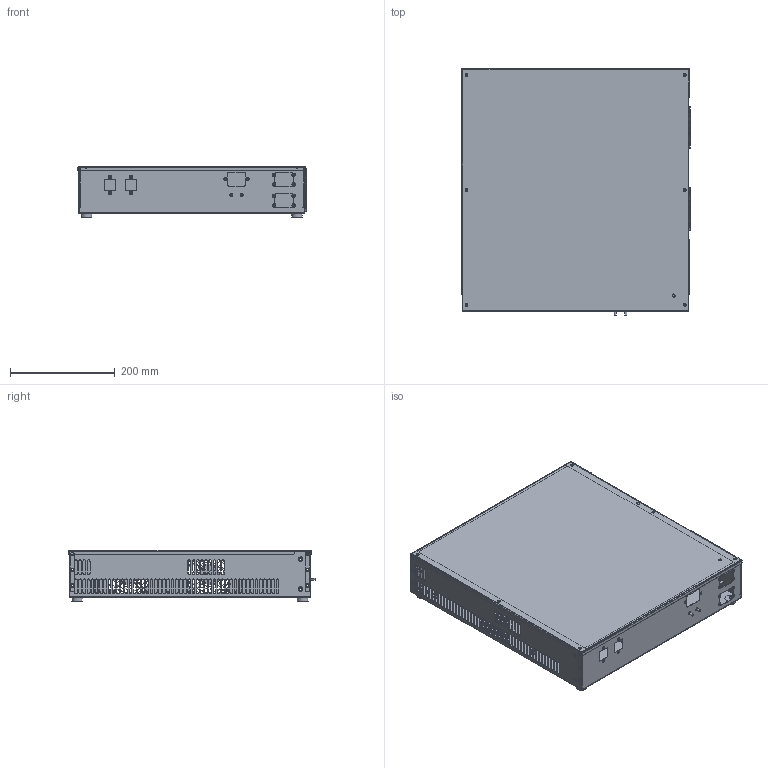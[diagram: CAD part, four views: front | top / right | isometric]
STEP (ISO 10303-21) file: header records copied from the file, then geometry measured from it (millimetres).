
FILE_DESCRIPTION(/* description */ ('Kasten Antriebsbox'),/* implementation_level */ '2;1');
FILE_NAME(/* name */ 'Zusatzachsbox.stp',/* time_stamp */ '2014-02-26T18:13:31+01:00',/* author */ ('gal'),/* organization */ (''),/* preprocessor_version */ 'ST-DEVELOPER v15.2',/* originating_system */ 'Autodesk Inventor 2014',/* authorisation */ '');
FILE_SCHEMA (('AUTOMOTIVE_DESIGN { 1 0 10303 214 3 1 1 }'));
Length unit declared in the file: millimetre
Products named in the file (25): Kasten Antriebsbox; Halteblech Lüfterblech Antriebsbox; Halteblech2 Lüfterblech Antriebsbox; S-M3-1; FH-M4-10; FH-M4-8 ZI; FH-M4-6 ZI; S-M5; BSO-M4-8 ZI; FH-M3-6; FH-M4-12 Einpressbolzen; Deckel Antriebsbox; Luefterhalter Antriebsbox_2; Gehausefuss FF-08-P4X7B; Fix_LZ32-4_ebm-papst_LZ32-4_ebm-papst; Ring3_LZ32-4_ebm-papst_LZ32-4_ebm-papst; Ring1_LZ32-4_ebm-papst_LZ32-4_ebm-papst; Ring2_LZ32-4_ebm-papst_LZ32-4_ebm-papst; Ring4_LZ32-4_ebm-papst_LZ32-4_ebm-papst; RingS_LZ32-4_ebm-papst_LZ32-4_ebm-papst; Plate_LZ32-4_ebm-papst_LZ32-4_ebm-papst; LZ32-4_ebm-papst; Leergehaeuse Antriebsbox
Bounding box: 434.85 x 470.25 x 97.9 mm (x, y, z)
Volume: 579364.1 mm3; surface area: 1156795.3 mm2
Topology: 92 solids, 92 shells, 2796 faces, 7088 edges, 4570 vertices
Faces by surface type: plane 1484, cylinder 776, cone 399, torus 137
Full cylindrical faces by diameter (mm): 1.2 x56, 2.459 x26, 3 x9, 3.242 x8, 3.5 x42, 3.91 x3, 4 x51, 4.134 x4, 4.2 x30, 4.3 x26, 4.5 x12, 5.082 x26, 5.9 x20, 6.3 x26, 6.38 x4, 6.4 x4, 6.72 x8, 7.12 x24, 7.2 x8, 7.72 x4, 8.7 x4, 40 x2
Entity records: 34038 total; most frequent: DIRECTION 6030, CARTESIAN_POINT 5771, ORIENTED_EDGE 5242, EDGE_CURVE 2621, AXIS2_PLACEMENT_3D 2290, VERTEX_POINT 1827, EDGE_LOOP 1700, LINE 1450
